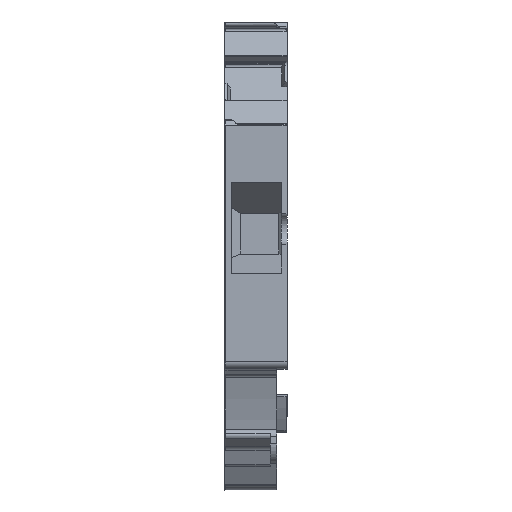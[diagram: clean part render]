
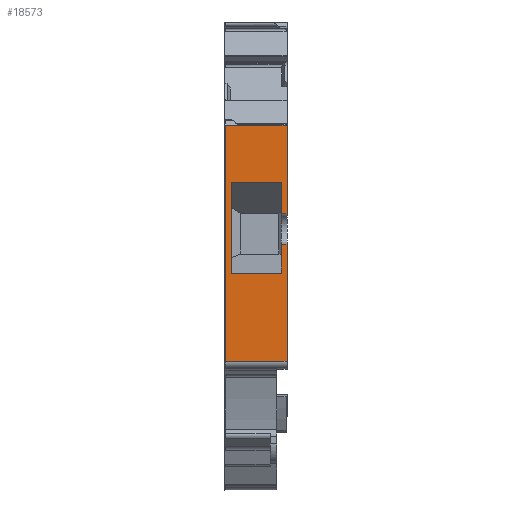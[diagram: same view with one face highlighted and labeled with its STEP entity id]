
A CAD part, front view. The second image highlights one B-rep face of the part: STEP entity #18573.
In plain terms, the highlighted planar face has unit normal (0, -1, 0).
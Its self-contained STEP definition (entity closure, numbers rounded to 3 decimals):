
#18513=AXIS2_PLACEMENT_3D('Plane Axis2P3D',#18510,#18511,#18512) ;
#2186=CARTESIAN_POINT('Vertex',(6.1,0.,35.862)) ;
#2189=CARTESIAN_POINT('Line Origine',(6.1,0.,31.498)) ;
#2193=CARTESIAN_POINT('Vertex',(6.1,0.,27.133)) ;
#2214=CARTESIAN_POINT('Vertex',(6.1,0.,24.133)) ;
#2217=CARTESIAN_POINT('Line Origine',(6.1,0.,18.383)) ;
#2221=CARTESIAN_POINT('Vertex',(6.1,0.,12.633)) ;
#14575=CARTESIAN_POINT('Vertex',(0.6,0.,21.309)) ;
#14582=CARTESIAN_POINT('Vertex',(0.6,0.,30.217)) ;
#14585=CARTESIAN_POINT('Line Origine',(0.6,0.,25.763)) ;
#17098=CARTESIAN_POINT('Line Origine',(3.075,0.,21.309)) ;
#17102=CARTESIAN_POINT('Vertex',(5.55,0.,21.309)) ;
#17142=CARTESIAN_POINT('Vertex',(5.55,0.,30.217)) ;
#17145=CARTESIAN_POINT('Line Origine',(3.075,0.,30.217)) ;
#18493=CARTESIAN_POINT('Vertex',(0.05,0.,35.862)) ;
#18496=CARTESIAN_POINT('Line Origine',(3.075,0.,35.862)) ;
#18510=CARTESIAN_POINT('Axis2P3D Location',(6.1,0.,18.041)) ;
#18515=CARTESIAN_POINT('Line Origine',(2.575,0.,12.633)) ;
#18519=CARTESIAN_POINT('Vertex',(0.05,0.,12.633)) ;
#18521=CARTESIAN_POINT('Vertex',(5.1,0.,12.633)) ;
#18524=CARTESIAN_POINT('Line Origine',(5.6,0.,12.633)) ;
#18529=CARTESIAN_POINT('Line Origine',(5.825,0.,24.133)) ;
#18533=CARTESIAN_POINT('Vertex',(5.55,0.,24.133)) ;
#18536=CARTESIAN_POINT('Line Origine',(5.55,0.,22.721)) ;
#18541=CARTESIAN_POINT('Line Origine',(5.55,0.,28.675)) ;
#18545=CARTESIAN_POINT('Vertex',(5.55,0.,27.133)) ;
#18548=CARTESIAN_POINT('Line Origine',(5.825,0.,27.133)) ;
#18553=CARTESIAN_POINT('Line Origine',(0.05,0.,24.248)) ;
#2190=DIRECTION('Vector Direction',(0.,0.,1.)) ;
#2218=DIRECTION('Vector Direction',(0.,0.,-1.)) ;
#14586=DIRECTION('Vector Direction',(0.,0.,-1.)) ;
#17099=DIRECTION('Vector Direction',(1.,0.,0.)) ;
#17146=DIRECTION('Vector Direction',(1.,0.,0.)) ;
#18497=DIRECTION('Vector Direction',(-1.,0.,0.)) ;
#18511=DIRECTION('Axis2P3D Direction',(0.,-1.,0.)) ;
#18512=DIRECTION('Axis2P3D XDirection',(0.,0.,1.)) ;
#18516=DIRECTION('Vector Direction',(-1.,0.,0.)) ;
#18525=DIRECTION('Vector Direction',(-1.,0.,0.)) ;
#18530=DIRECTION('Vector Direction',(1.,0.,0.)) ;
#18537=DIRECTION('Vector Direction',(0.,0.,-1.)) ;
#18542=DIRECTION('Vector Direction',(0.,0.,-1.)) ;
#18549=DIRECTION('Vector Direction',(1.,0.,0.)) ;
#18554=DIRECTION('Vector Direction',(0.,0.,-1.)) ;
#2191=VECTOR('Line Direction',#2190,1.) ;
#2219=VECTOR('Line Direction',#2218,1.) ;
#14587=VECTOR('Line Direction',#14586,1.) ;
#17100=VECTOR('Line Direction',#17099,1.) ;
#17147=VECTOR('Line Direction',#17146,1.) ;
#18498=VECTOR('Line Direction',#18497,1.) ;
#18517=VECTOR('Line Direction',#18516,1.) ;
#18526=VECTOR('Line Direction',#18525,1.) ;
#18531=VECTOR('Line Direction',#18530,1.) ;
#18538=VECTOR('Line Direction',#18537,1.) ;
#18543=VECTOR('Line Direction',#18542,1.) ;
#18550=VECTOR('Line Direction',#18549,1.) ;
#18555=VECTOR('Line Direction',#18554,1.) ;
#18559=ORIENTED_EDGE('',*,*,#18523,.T.) ;
#18560=ORIENTED_EDGE('',*,*,#18528,.T.) ;
#18561=ORIENTED_EDGE('',*,*,#2223,.F.) ;
#18562=ORIENTED_EDGE('',*,*,#18535,.F.) ;
#18563=ORIENTED_EDGE('',*,*,#18540,.T.) ;
#18564=ORIENTED_EDGE('',*,*,#17104,.F.) ;
#18565=ORIENTED_EDGE('',*,*,#14589,.F.) ;
#18566=ORIENTED_EDGE('',*,*,#17149,.T.) ;
#18567=ORIENTED_EDGE('',*,*,#18547,.T.) ;
#18568=ORIENTED_EDGE('',*,*,#18552,.T.) ;
#18569=ORIENTED_EDGE('',*,*,#2195,.F.) ;
#18570=ORIENTED_EDGE('',*,*,#18500,.T.) ;
#18571=ORIENTED_EDGE('',*,*,#18557,.F.) ;
#18573=ADVANCED_FACE('1473513-2-0.1\\Koerper.2',(#18572),#18514,.T.) ;
#2195=EDGE_CURVE('',#2187,#2194,#2192,.F.) ;
#2223=EDGE_CURVE('',#2215,#2222,#2220,.T.) ;
#14589=EDGE_CURVE('',#14583,#14576,#14588,.T.) ;
#17104=EDGE_CURVE('',#14576,#17103,#17101,.T.) ;
#17149=EDGE_CURVE('',#14583,#17143,#17148,.T.) ;
#18500=EDGE_CURVE('',#2187,#18494,#18499,.T.) ;
#18523=EDGE_CURVE('',#18520,#18522,#18518,.F.) ;
#18528=EDGE_CURVE('',#18522,#2222,#18527,.F.) ;
#18535=EDGE_CURVE('',#18534,#2215,#18532,.T.) ;
#18540=EDGE_CURVE('',#18534,#17103,#18539,.T.) ;
#18547=EDGE_CURVE('',#17143,#18546,#18544,.T.) ;
#18552=EDGE_CURVE('',#18546,#2194,#18551,.T.) ;
#18557=EDGE_CURVE('',#18520,#18494,#18556,.F.) ;
#18558=EDGE_LOOP('',(#18559,#18560,#18561,#18562,#18563,#18564,#18565,#18566,#18567,#18568,#18569,#18570,#18571)) ;
#18572=FACE_OUTER_BOUND('',#18558,.T.) ;
#2192=LINE('Line',#2189,#2191) ;
#2220=LINE('Line',#2217,#2219) ;
#14588=LINE('Line',#14585,#14587) ;
#17101=LINE('Line',#17098,#17100) ;
#17148=LINE('Line',#17145,#17147) ;
#18499=LINE('Line',#18496,#18498) ;
#18518=LINE('Line',#18515,#18517) ;
#18527=LINE('Line',#18524,#18526) ;
#18532=LINE('Line',#18529,#18531) ;
#18539=LINE('Line',#18536,#18538) ;
#18544=LINE('Line',#18541,#18543) ;
#18551=LINE('Line',#18548,#18550) ;
#18556=LINE('Line',#18553,#18555) ;
#18514=PLANE('',#18513) ;
#2187=VERTEX_POINT('',#2186) ;
#2194=VERTEX_POINT('',#2193) ;
#2215=VERTEX_POINT('',#2214) ;
#2222=VERTEX_POINT('',#2221) ;
#14576=VERTEX_POINT('',#14575) ;
#14583=VERTEX_POINT('',#14582) ;
#17103=VERTEX_POINT('',#17102) ;
#17143=VERTEX_POINT('',#17142) ;
#18494=VERTEX_POINT('',#18493) ;
#18520=VERTEX_POINT('',#18519) ;
#18522=VERTEX_POINT('',#18521) ;
#18534=VERTEX_POINT('',#18533) ;
#18546=VERTEX_POINT('',#18545) ;
